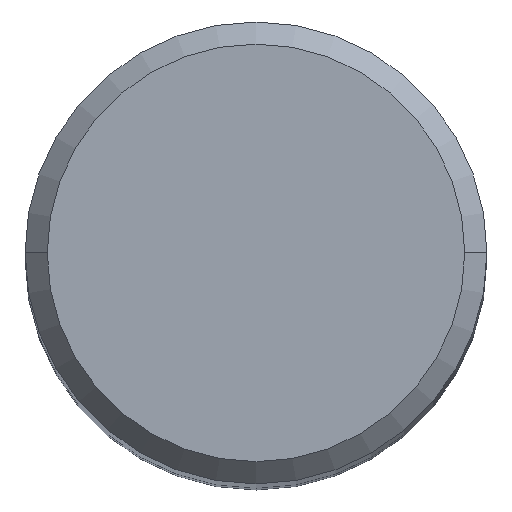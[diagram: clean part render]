
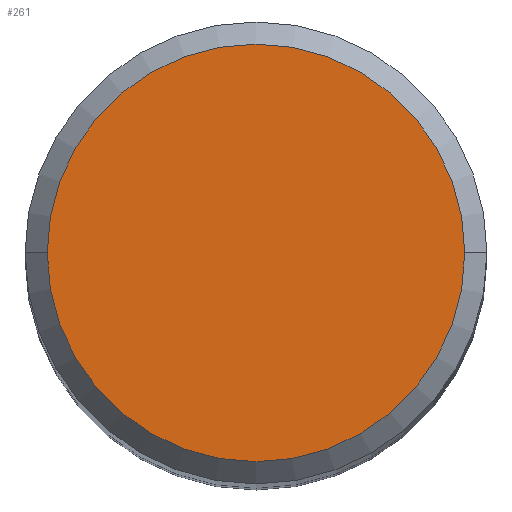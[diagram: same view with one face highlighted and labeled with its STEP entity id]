
A CAD part, top view. The second image highlights one B-rep face of the part: STEP entity #261.
In plain terms, the highlighted planar face has unit normal (0, 0, 1).
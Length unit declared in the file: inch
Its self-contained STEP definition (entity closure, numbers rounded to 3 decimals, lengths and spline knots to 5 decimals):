
#4 = CIRCLE ( 'NONE', #72, 0.14125 ) ;
#9 = CARTESIAN_POINT ( 'NONE',  ( 0., 0., 2.5 ) ) ;
#27 = CIRCLE ( 'NONE', #282, 0.14125 ) ;
#38 = DIRECTION ( 'NONE',  ( 0., 0., 1. ) ) ;
#50 = DIRECTION ( 'NONE',  ( 0., 0., 1. ) ) ;
#69 = EDGE_CURVE ( 'NONE', #249, #76, #4, .T. ) ;
#72 = AXIS2_PLACEMENT_3D ( 'NONE', #255, #253, #258 ) ;
#76 = VERTEX_POINT ( 'NONE', #77 ) ;
#77 = CARTESIAN_POINT ( 'NONE',  ( -0.14125, 0., 2.5 ) ) ;
#86 = FACE_OUTER_BOUND ( 'NONE', #251, .T. ) ;
#91 = CARTESIAN_POINT ( 'NONE',  ( 0., 0., 2.5 ) ) ;
#160 = CARTESIAN_POINT ( 'NONE',  ( 0.14125, 0., 2.5 ) ) ;
#183 = AXIS2_PLACEMENT_3D ( 'NONE', #9, #38, #283 ) ;
#220 = DIRECTION ( 'NONE',  ( 1., 0., 0. ) ) ;
#226 = ORIENTED_EDGE ( 'NONE', *, *, #310, .T. ) ;
#249 = VERTEX_POINT ( 'NONE', #160 ) ;
#251 = EDGE_LOOP ( 'NONE', ( #226, #319 ) ) ;
#253 = DIRECTION ( 'NONE',  ( 0., 0., 1. ) ) ;
#255 = CARTESIAN_POINT ( 'NONE',  ( 0., 0., 2.5 ) ) ;
#258 = DIRECTION ( 'NONE',  ( 1., 0., 0. ) ) ;
#260 = PLANE ( 'NONE',  #183 ) ;
#261 = ADVANCED_FACE ( 'NONE', ( #86 ), #260, .T. ) ;
#282 = AXIS2_PLACEMENT_3D ( 'NONE', #91, #50, #220 ) ;
#283 = DIRECTION ( 'NONE',  ( 1., 0., 0. ) ) ;
#310 = EDGE_CURVE ( 'NONE', #76, #249, #27, .T. ) ;
#319 = ORIENTED_EDGE ( 'NONE', *, *, #69, .T. ) ;
